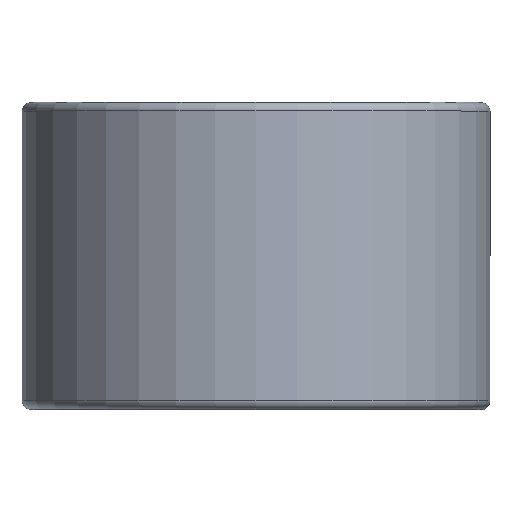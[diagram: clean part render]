
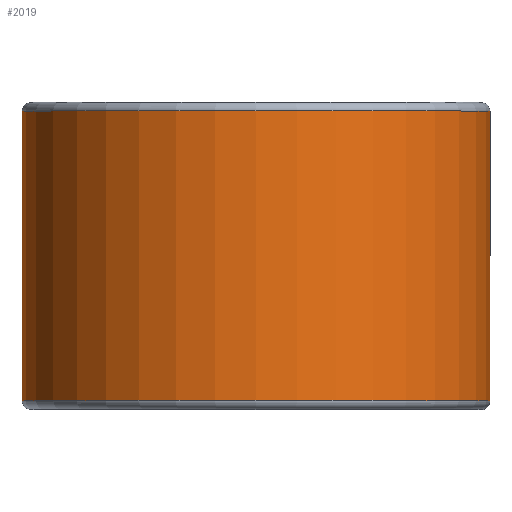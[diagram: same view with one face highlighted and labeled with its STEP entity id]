
A CAD part, top view. The second image highlights one B-rep face of the part: STEP entity #2019.
In plain terms, the highlighted cylindrical face has radius 20.574 mm (diameter 41.148 mm), a partial arc.
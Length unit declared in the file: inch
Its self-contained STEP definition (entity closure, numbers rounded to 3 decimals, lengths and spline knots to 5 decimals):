
#30 = DIRECTION ( 'NONE',  ( 0., 1., 0. ) ) ;
#49 = EDGE_CURVE ( 'NONE', #1898, #1513, #1680, .T. ) ;
#76 = DIRECTION ( 'NONE',  ( 0., 0., -1. ) ) ;
#94 = CARTESIAN_POINT ( 'NONE',  ( 0., 0.50125, -0.81 ) ) ;
#99 = VERTEX_POINT ( 'NONE', #1218 ) ;
#124 = ORIENTED_EDGE ( 'NONE', *, *, #49, .F. ) ;
#135 = ORIENTED_EDGE ( 'NONE', *, *, #218, .F. ) ;
#168 = DIRECTION ( 'NONE',  ( 0., 1., 0. ) ) ;
#218 = EDGE_CURVE ( 'NONE', #1513, #99, #791, .T. ) ;
#268 = VECTOR ( 'NONE', #168, 39.37008 ) ;
#324 = EDGE_CURVE ( 'NONE', #1969, #99, #2225, .T. ) ;
#388 = LINE ( 'NONE', #810, #2239 ) ;
#517 = EDGE_LOOP ( 'NONE', ( #579, #2144, #135, #124 ) ) ;
#579 = ORIENTED_EDGE ( 'NONE', *, *, #1448, .T. ) ;
#632 = DIRECTION ( 'NONE',  ( 0., -1., 0. ) ) ;
#634 = AXIS2_PLACEMENT_3D ( 'NONE', #2253, #1210, #76 ) ;
#791 = LINE ( 'NONE', #94, #268 ) ;
#810 = CARTESIAN_POINT ( 'NONE',  ( 0.81, 0.50125, 0. ) ) ;
#941 = CARTESIAN_POINT ( 'NONE',  ( 0.81, 0.50125, 0. ) ) ;
#959 = FACE_OUTER_BOUND ( 'NONE', #517, .T. ) ;
#1107 = CARTESIAN_POINT ( 'NONE',  ( 0., -0.50125, -0.81 ) ) ;
#1210 = DIRECTION ( 'NONE',  ( 0., -1., 0. ) ) ;
#1216 = CYLINDRICAL_SURFACE ( 'NONE', #1488, 0.81 ) ;
#1218 = CARTESIAN_POINT ( 'NONE',  ( 0., 0.50125, -0.81 ) ) ;
#1448 = EDGE_CURVE ( 'NONE', #1898, #1969, #388, .T. ) ;
#1488 = AXIS2_PLACEMENT_3D ( 'NONE', #1711, #632, #1531 ) ;
#1513 = VERTEX_POINT ( 'NONE', #1107 ) ;
#1531 = DIRECTION ( 'NONE',  ( 0., 0., -1. ) ) ;
#1655 = CARTESIAN_POINT ( 'NONE',  ( 0.81, -0.50125, 0. ) ) ;
#1680 = CIRCLE ( 'NONE', #634, 0.81 ) ;
#1711 = CARTESIAN_POINT ( 'NONE',  ( 0., 0.5, 0. ) ) ;
#1898 = VERTEX_POINT ( 'NONE', #1655 ) ;
#1969 = VERTEX_POINT ( 'NONE', #941 ) ;
#1983 = CARTESIAN_POINT ( 'NONE',  ( 0., 0.50125, 0. ) ) ;
#2004 = DIRECTION ( 'NONE',  ( 0., -1., 0. ) ) ;
#2019 = ADVANCED_FACE ( 'NONE', ( #959 ), #1216, .T. ) ;
#2094 = DIRECTION ( 'NONE',  ( 0., 0., -1. ) ) ;
#2144 = ORIENTED_EDGE ( 'NONE', *, *, #324, .T. ) ;
#2225 = CIRCLE ( 'NONE', #2357, 0.81 ) ;
#2239 = VECTOR ( 'NONE', #30, 39.37008 ) ;
#2253 = CARTESIAN_POINT ( 'NONE',  ( 0., -0.50125, 0. ) ) ;
#2357 = AXIS2_PLACEMENT_3D ( 'NONE', #1983, #2004, #2094 ) ;
